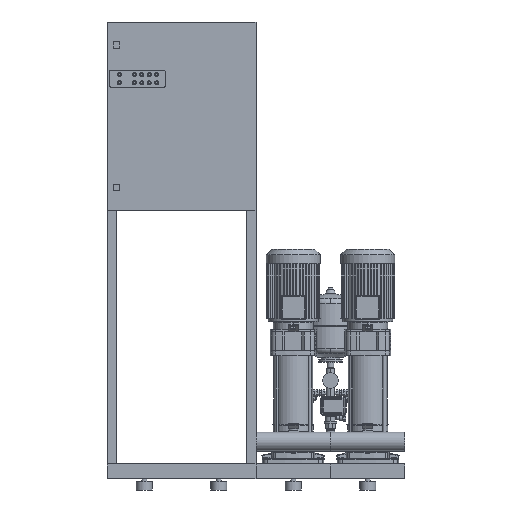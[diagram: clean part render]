
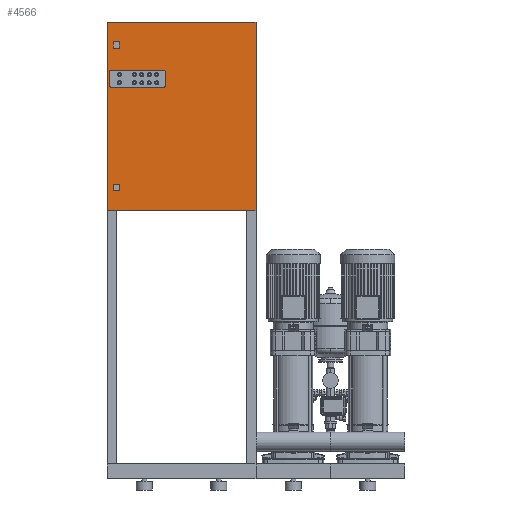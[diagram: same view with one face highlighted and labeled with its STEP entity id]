
A CAD part, front view. The second image highlights one B-rep face of the part: STEP entity #4566.
In plain terms, the highlighted planar face has unit normal (0, -1, 0).
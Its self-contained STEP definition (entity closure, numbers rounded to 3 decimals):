
#3575=CARTESIAN_POINT('',(-585.,-200.0,1690.0));
#3576=VERTEX_POINT('',#3575);
#3583=CARTESIAN_POINT('',(-590.,-200.0,1685.0));
#3584=VERTEX_POINT('',#3583);
#3585=CARTESIAN_POINT('',(-585.,-200.,1685.0));
#3586=DIRECTION('',(0.0,1.,0.0));
#3587=DIRECTION('',(-0.707,0.0,0.707));
#3588=AXIS2_PLACEMENT_3D('',#3585,#3586,#3587);
#3589=CIRCLE('',#3588,5.);
#3590=EDGE_CURVE('',#3584,#3576,#3589,.T.);
#3607=CARTESIAN_POINT('',(-590.,-200.0,1628.0));
#3608=VERTEX_POINT('',#3607);
#3609=CARTESIAN_POINT('',(-590.,-200.0,1628.0));
#3610=DIRECTION('',(0.0,0.0,1.0));
#3611=VECTOR('',#3610,57.0);
#3612=LINE('',#3609,#3611);
#3613=EDGE_CURVE('',#3608,#3584,#3612,.T.);
#3630=CARTESIAN_POINT('',(-585.,-200.0,1623.0));
#3631=VERTEX_POINT('',#3630);
#3632=CARTESIAN_POINT('',(-585.,-200.,1628.0));
#3633=DIRECTION('',(0.0,1.,0.0));
#3634=DIRECTION('',(-0.707,0.0,-0.707));
#3635=AXIS2_PLACEMENT_3D('',#3632,#3633,#3634);
#3636=CIRCLE('',#3635,5.);
#3637=EDGE_CURVE('',#3631,#3608,#3636,.T.);
#3657=CARTESIAN_POINT('',(-371.0,-200.0,1690.0));
#3658=VERTEX_POINT('',#3657);
#3665=CARTESIAN_POINT('',(-585.,-200.0,1690.0));
#3666=DIRECTION('',(1.0,0.0,0.0));
#3667=VECTOR('',#3666,214.);
#3668=LINE('',#3665,#3667);
#3669=EDGE_CURVE('',#3576,#3658,#3668,.T.);
#3680=CARTESIAN_POINT('',(-371.0,-200.0,1623.0));
#3681=VERTEX_POINT('',#3680);
#3682=CARTESIAN_POINT('',(-371.0,-200.0,1623.0));
#3683=DIRECTION('',(-1.0,0.0,0.0));
#3684=VECTOR('',#3683,214.);
#3685=LINE('',#3682,#3684);
#3686=EDGE_CURVE('',#3681,#3631,#3685,.T.);
#3705=CARTESIAN_POINT('',(-366.0,-200.0,1628.0));
#3706=VERTEX_POINT('',#3705);
#3707=CARTESIAN_POINT('',(-371.0,-200.,1628.0));
#3708=DIRECTION('',(0.0,1.0,0.0));
#3709=DIRECTION('',(0.0,0.0,1.0));
#3710=AXIS2_PLACEMENT_3D('',#3707,#3708,#3709);
#3711=CIRCLE('',#3710,5.);
#3712=EDGE_CURVE('',#3706,#3681,#3711,.T.);
#3730=CARTESIAN_POINT('',(-366.0,-200.0,1685.0));
#3731=VERTEX_POINT('',#3730);
#3732=CARTESIAN_POINT('',(-366.0,-200.0,1685.0));
#3733=DIRECTION('',(0.0,0.0,-1.0));
#3734=VECTOR('',#3733,57.0);
#3735=LINE('',#3732,#3734);
#3736=EDGE_CURVE('',#3731,#3706,#3735,.T.);
#3754=CARTESIAN_POINT('',(-371.0,-200.,1685.0));
#3755=DIRECTION('',(0.0,1.0,0.0));
#3756=DIRECTION('',(-1.0,0.0,0.0));
#3757=AXIS2_PLACEMENT_3D('',#3754,#3755,#3756);
#3758=CIRCLE('',#3757,5.);
#3759=EDGE_CURVE('',#3658,#3731,#3758,.T.);
#3883=CARTESIAN_POINT('',(-550.,-200.,1805.0));
#3884=VERTEX_POINT('',#3883);
#3891=CARTESIAN_POINT('',(-575.,-200.,1805.0));
#3892=VERTEX_POINT('',#3891);
#3893=CARTESIAN_POINT('',(-575.,-200.,1805.0));
#3894=DIRECTION('',(1.0,0.0,0.0));
#3895=VECTOR('',#3894,25.0);
#3896=LINE('',#3893,#3895);
#3897=EDGE_CURVE('',#3892,#3884,#3896,.T.);
#3915=CARTESIAN_POINT('',(-575.0,-200.,1780.0));
#3916=VERTEX_POINT('',#3915);
#3917=CARTESIAN_POINT('',(-575.0,-200.,1780.0));
#3918=DIRECTION('',(0.0,0.0,1.0));
#3919=VECTOR('',#3918,25.0);
#3920=LINE('',#3917,#3919);
#3921=EDGE_CURVE('',#3916,#3892,#3920,.T.);
#3939=CARTESIAN_POINT('',(-550.,-200.,1780.0));
#3940=VERTEX_POINT('',#3939);
#3941=CARTESIAN_POINT('',(-550.,-200.,1780.0));
#3942=DIRECTION('',(-1.0,0.0,0.0));
#3943=VECTOR('',#3942,25.);
#3944=LINE('',#3941,#3943);
#3945=EDGE_CURVE('',#3940,#3916,#3944,.T.);
#3963=CARTESIAN_POINT('',(-550.,-200.,1805.0));
#3964=DIRECTION('',(0.0,0.0,-1.0));
#3965=VECTOR('',#3964,25.0);
#3966=LINE('',#3963,#3965);
#3967=EDGE_CURVE('',#3884,#3940,#3966,.T.);
#4028=CARTESIAN_POINT('',(-600.,-200.0,1885.0));
#4029=VERTEX_POINT('',#4028);
#4036=CARTESIAN_POINT('',(0.0,-200.0,1885.0));
#4037=VERTEX_POINT('',#4036);
#4038=CARTESIAN_POINT('',(-600.,-200.0,1885.0));
#4039=DIRECTION('',(1.0,0.0,0.0));
#4040=VECTOR('',#4039,600.);
#4041=LINE('',#4038,#4040);
#4042=EDGE_CURVE('',#4029,#4037,#4041,.T.);
#4168=CARTESIAN_POINT('',(-550.,-200.,1205.0));
#4169=VERTEX_POINT('',#4168);
#4176=CARTESIAN_POINT('',(-550.,-200.,1230.0));
#4177=VERTEX_POINT('',#4176);
#4178=CARTESIAN_POINT('',(-550.,-200.,1230.0));
#4179=DIRECTION('',(0.0,0.0,-1.0));
#4180=VECTOR('',#4179,25.0);
#4181=LINE('',#4178,#4180);
#4182=EDGE_CURVE('',#4177,#4169,#4181,.T.);
#4206=CARTESIAN_POINT('',(-575.0,-200.,1205.0));
#4207=VERTEX_POINT('',#4206);
#4214=CARTESIAN_POINT('',(-550.,-200.,1205.0));
#4215=DIRECTION('',(-1.0,0.0,0.0));
#4216=VECTOR('',#4215,25.);
#4217=LINE('',#4214,#4216);
#4218=EDGE_CURVE('',#4169,#4207,#4217,.T.);
#4237=CARTESIAN_POINT('',(-575.0,-200.,1230.0));
#4238=VERTEX_POINT('',#4237);
#4245=CARTESIAN_POINT('',(-575.0,-200.,1205.0));
#4246=DIRECTION('',(0.0,0.0,1.0));
#4247=VECTOR('',#4246,25.0);
#4248=LINE('',#4245,#4247);
#4249=EDGE_CURVE('',#4207,#4238,#4248,.T.);
#4267=CARTESIAN_POINT('',(-575.0,-200.,1230.0));
#4268=DIRECTION('',(1.0,0.0,0.0));
#4269=VECTOR('',#4268,25.);
#4270=LINE('',#4267,#4269);
#4271=EDGE_CURVE('',#4238,#4177,#4270,.T.);
#4344=CARTESIAN_POINT('',(0.0,-200.0,1125.0));
#4345=VERTEX_POINT('',#4344);
#4352=CARTESIAN_POINT('',(-600.,-200.0,1125.0));
#4353=VERTEX_POINT('',#4352);
#4354=CARTESIAN_POINT('',(0.0,-200.0,1125.0));
#4355=DIRECTION('',(-1.0,0.0,0.0));
#4356=VECTOR('',#4355,600.);
#4357=LINE('',#4354,#4356);
#4358=EDGE_CURVE('',#4345,#4353,#4357,.T.);
#4516=CARTESIAN_POINT('',(0.0,-200.0,1885.0));
#4517=DIRECTION('',(0.0,0.0,-1.0));
#4518=VECTOR('',#4517,760.0);
#4519=LINE('',#4516,#4518);
#4520=EDGE_CURVE('',#4037,#4345,#4519,.T.);
#4528=CARTESIAN_POINT('',(-300.0,-200.,1505.0));
#4529=DIRECTION('',(0.0,-1.0,0.0));
#4530=DIRECTION('',(1.0,0.0,0.0));
#4531=AXIS2_PLACEMENT_3D('',#4528,#4529,#4530);
#4532=PLANE('',#4531);
#4533=CARTESIAN_POINT('',(-600.,-200.0,1125.0));
#4534=DIRECTION('',(0.0,0.0,1.0));
#4535=VECTOR('',#4534,760.0);
#4536=LINE('',#4533,#4535);
#4537=EDGE_CURVE('',#4353,#4029,#4536,.T.);
#4538=ORIENTED_EDGE('',*,*,#4537,.F.);
#4539=ORIENTED_EDGE('',*,*,#4358,.F.);
#4540=ORIENTED_EDGE('',*,*,#4520,.F.);
#4541=ORIENTED_EDGE('',*,*,#4042,.F.);
#4542=EDGE_LOOP('',(#4538,#4539,#4540,#4541));
#4543=FACE_OUTER_BOUND('',#4542,.T.);
#4544=ORIENTED_EDGE('',*,*,#3590,.T.);
#4545=ORIENTED_EDGE('',*,*,#3669,.T.);
#4546=ORIENTED_EDGE('',*,*,#3759,.T.);
#4547=ORIENTED_EDGE('',*,*,#3736,.T.);
#4548=ORIENTED_EDGE('',*,*,#3712,.T.);
#4549=ORIENTED_EDGE('',*,*,#3686,.T.);
#4550=ORIENTED_EDGE('',*,*,#3637,.T.);
#4551=ORIENTED_EDGE('',*,*,#3613,.T.);
#4552=EDGE_LOOP('',(#4544,#4545,#4546,#4547,#4548,#4549,#4550,#4551));
#4553=FACE_BOUND('',#4552,.T.);
#4554=ORIENTED_EDGE('',*,*,#3897,.T.);
#4555=ORIENTED_EDGE('',*,*,#3967,.T.);
#4556=ORIENTED_EDGE('',*,*,#3945,.T.);
#4557=ORIENTED_EDGE('',*,*,#3921,.T.);
#4558=EDGE_LOOP('',(#4554,#4555,#4556,#4557));
#4559=FACE_BOUND('',#4558,.T.);
#4560=ORIENTED_EDGE('',*,*,#4182,.T.);
#4561=ORIENTED_EDGE('',*,*,#4218,.T.);
#4562=ORIENTED_EDGE('',*,*,#4249,.T.);
#4563=ORIENTED_EDGE('',*,*,#4271,.T.);
#4564=EDGE_LOOP('',(#4560,#4561,#4562,#4563));
#4565=FACE_BOUND('',#4564,.T.);
#4566=ADVANCED_FACE('',(#4543,#4553,#4559,#4565),#4532,.T.);
